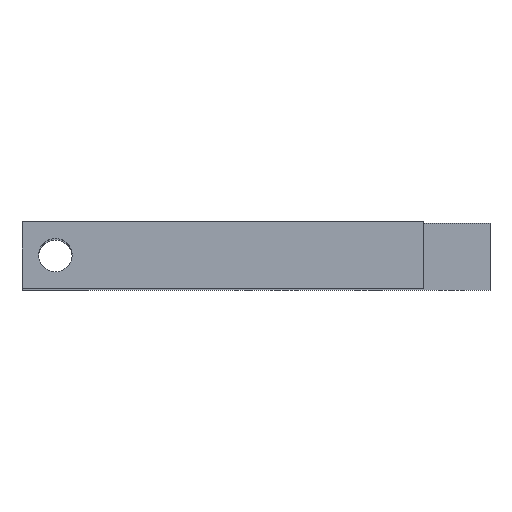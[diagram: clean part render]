
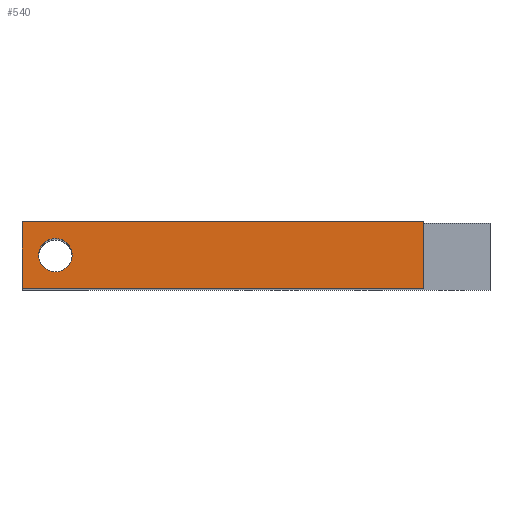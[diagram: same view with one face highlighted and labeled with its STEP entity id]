
A CAD part, top view. The second image highlights one B-rep face of the part: STEP entity #540.
In plain terms, the highlighted planar face has unit normal (0, 0, 1).
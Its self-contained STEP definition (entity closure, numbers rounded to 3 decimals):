
#27=FACE_BOUND('',#107,.T.);
#43=PLANE('',#593);
#68=FACE_OUTER_BOUND('',#106,.T.);
#106=EDGE_LOOP('',(#451,#452,#453,#454));
#107=EDGE_LOOP('',(#455));
#154=LINE('',#842,#210);
#155=LINE('',#844,#211);
#156=LINE('',#846,#212);
#157=LINE('',#847,#213);
#210=VECTOR('',#695,10.);
#211=VECTOR('',#696,10.);
#212=VECTOR('',#697,10.);
#213=VECTOR('',#698,10.);
#247=CIRCLE('',#594,2.5);
#279=VERTEX_POINT('',#840);
#280=VERTEX_POINT('',#841);
#281=VERTEX_POINT('',#843);
#282=VERTEX_POINT('',#845);
#283=VERTEX_POINT('',#848);
#340=EDGE_CURVE('',#279,#280,#154,.T.);
#341=EDGE_CURVE('',#281,#279,#155,.T.);
#342=EDGE_CURVE('',#282,#281,#156,.T.);
#343=EDGE_CURVE('',#280,#282,#157,.T.);
#344=EDGE_CURVE('',#283,#283,#247,.T.);
#451=ORIENTED_EDGE('',*,*,#340,.F.);
#452=ORIENTED_EDGE('',*,*,#341,.F.);
#453=ORIENTED_EDGE('',*,*,#342,.F.);
#454=ORIENTED_EDGE('',*,*,#343,.F.);
#455=ORIENTED_EDGE('',*,*,#344,.F.);
#540=ADVANCED_FACE('',(#68,#27),#43,.T.);
#593=AXIS2_PLACEMENT_3D('',#839,#693,#694);
#594=AXIS2_PLACEMENT_3D('',#849,#699,#700);
#693=DIRECTION('center_axis',(0.,0.,1.));
#694=DIRECTION('ref_axis',(0.,-1.,0.));
#695=DIRECTION('',(0.,1.,0.));
#696=DIRECTION('',(-1.,0.,0.));
#697=DIRECTION('',(0.,-1.,0.));
#698=DIRECTION('',(1.,0.,0.));
#699=DIRECTION('center_axis',(0.,0.,1.));
#700=DIRECTION('ref_axis',(1.,0.,0.));
#839=CARTESIAN_POINT('Origin',(0.,10.,154.));
#840=CARTESIAN_POINT('',(0.,0.,154.));
#841=CARTESIAN_POINT('',(0.,10.,154.));
#842=CARTESIAN_POINT('',(0.,7.5,154.));
#843=CARTESIAN_POINT('',(60.,0.,154.));
#844=CARTESIAN_POINT('',(0.,0.,154.));
#845=CARTESIAN_POINT('',(60.,10.,154.));
#846=CARTESIAN_POINT('',(60.,7.5,154.));
#847=CARTESIAN_POINT('',(0.,10.,154.));
#848=CARTESIAN_POINT('',(2.5,5.,154.));
#849=CARTESIAN_POINT('Origin',(5.,5.,154.));
